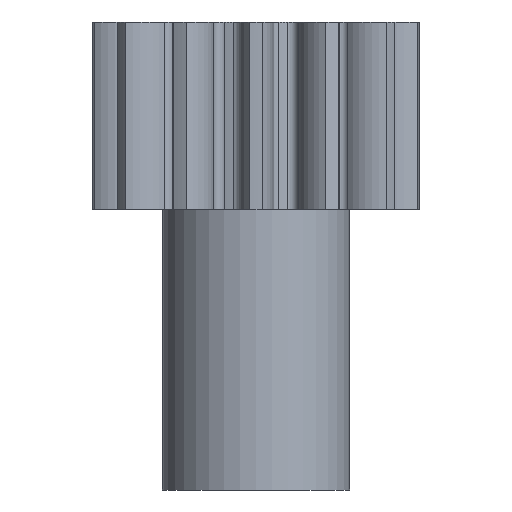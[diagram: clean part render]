
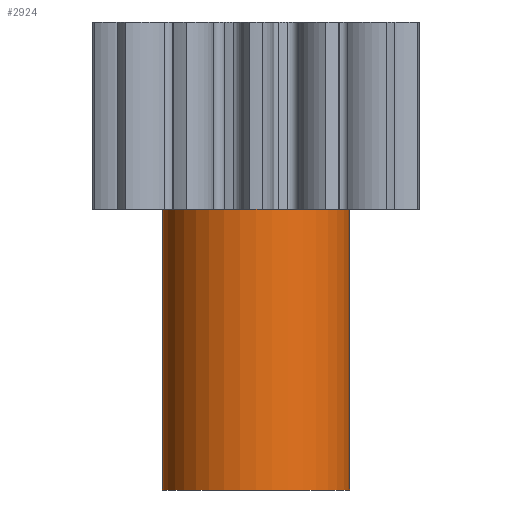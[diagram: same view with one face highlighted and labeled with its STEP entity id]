
A CAD part, front view. The second image highlights one B-rep face of the part: STEP entity #2924.
In plain terms, the highlighted cylindrical face has radius 3 mm (diameter 6 mm), a partial arc.
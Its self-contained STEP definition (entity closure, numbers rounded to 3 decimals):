
#682 = FACE_OUTER_BOUND ( 'NONE', #2922, .T. ) ;
#1006 = CYLINDRICAL_SURFACE ( 'NONE', #1016, 3. ) ;
#1008 = DIRECTION ( 'NONE',  ( 0., 0., 1. ) ) ;
#1009 = CARTESIAN_POINT ( 'NONE',  ( 0., 0., -9. ) ) ;
#1010 = CIRCLE ( 'NONE', #1288, 3. ) ;
#1016 = AXIS2_PLACEMENT_3D ( 'NONE', #1009, #1008, #1286 ) ;
#1219 = DIRECTION ( 'NONE',  ( 0., 0., 1. ) ) ;
#1220 = VECTOR ( 'NONE', #1219, 1000. ) ;
#1221 = CARTESIAN_POINT ( 'NONE',  ( -3., 0., -9. ) ) ;
#1226 = LINE ( 'NONE', #1221, #1220 ) ;
#1284 = DIRECTION ( 'NONE',  ( 1., 0., 0. ) ) ;
#1285 = DIRECTION ( 'NONE',  ( 0., 0., 1. ) ) ;
#1286 = DIRECTION ( 'NONE',  ( 1., 0., 0. ) ) ;
#1287 = CARTESIAN_POINT ( 'NONE',  ( 0., 0., -9. ) ) ;
#1288 = AXIS2_PLACEMENT_3D ( 'NONE', #1287, #1285, #1284 ) ;
#1345 = CARTESIAN_POINT ( 'NONE',  ( -3., 0., 0. ) ) ;
#1378 = DIRECTION ( 'NONE',  ( 0., 0., 1. ) ) ;
#1379 = VECTOR ( 'NONE', #1378, 1000. ) ;
#1386 = CARTESIAN_POINT ( 'NONE',  ( 3., 0., -9. ) ) ;
#1387 = LINE ( 'NONE', #1386, #1379 ) ;
#1393 = CARTESIAN_POINT ( 'NONE',  ( 3., 0., 0. ) ) ;
#1400 = CARTESIAN_POINT ( 'NONE',  ( -3., 0., -9. ) ) ;
#1401 = CARTESIAN_POINT ( 'NONE',  ( 3., 0., -9. ) ) ;
#1691 = EDGE_CURVE ( 'NONE', #2940, #2947, #2874, .T. ) ;
#2777 = DIRECTION ( 'NONE',  ( 1., 0., 0. ) ) ;
#2780 = DIRECTION ( 'NONE',  ( 0., 0., 1. ) ) ;
#2785 = AXIS2_PLACEMENT_3D ( 'NONE', #2879, #2780, #2777 ) ;
#2822 = EDGE_CURVE ( 'NONE', #2949, #2940, #1226, .T. ) ;
#2874 = CIRCLE ( 'NONE', #2785, 3. ) ;
#2879 = CARTESIAN_POINT ( 'NONE',  ( 0., 0., 0. ) ) ;
#2913 = ORIENTED_EDGE ( 'NONE', *, *, #2822, .F. ) ;
#2922 = EDGE_LOOP ( 'NONE', ( #2913, #2972, #2926, #2927 ) ) ;
#2924 = ADVANCED_FACE ( 'NONE', ( #682 ), #1006, .T. ) ;
#2925 = EDGE_CURVE ( 'NONE', #2949, #2948, #1010, .T. ) ;
#2926 = ORIENTED_EDGE ( 'NONE', *, *, #2956, .T. ) ;
#2927 = ORIENTED_EDGE ( 'NONE', *, *, #1691, .F. ) ;
#2940 = VERTEX_POINT ( 'NONE', #1345 ) ;
#2947 = VERTEX_POINT ( 'NONE', #1393 ) ;
#2948 = VERTEX_POINT ( 'NONE', #1401 ) ;
#2949 = VERTEX_POINT ( 'NONE', #1400 ) ;
#2956 = EDGE_CURVE ( 'NONE', #2948, #2947, #1387, .T. ) ;
#2972 = ORIENTED_EDGE ( 'NONE', *, *, #2925, .T. ) ;
